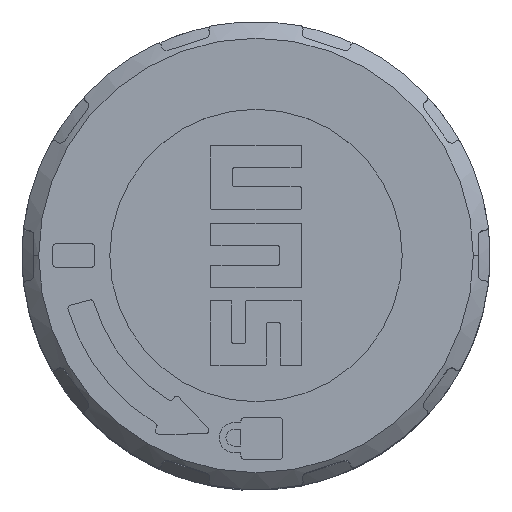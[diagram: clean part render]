
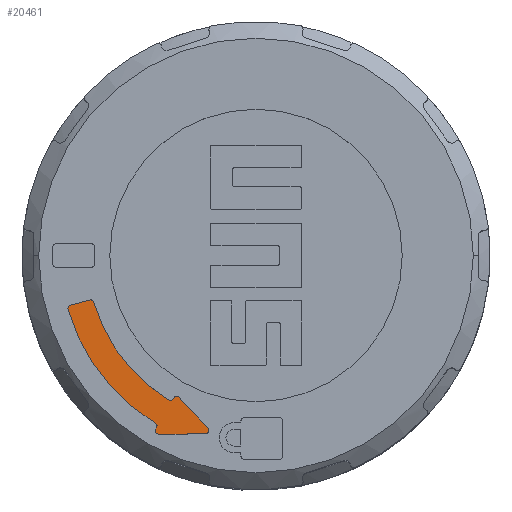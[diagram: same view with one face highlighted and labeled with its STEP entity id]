
A CAD part, top view. The second image highlights one B-rep face of the part: STEP entity #20461.
In plain terms, the highlighted planar face has unit normal (0, 0, 1).
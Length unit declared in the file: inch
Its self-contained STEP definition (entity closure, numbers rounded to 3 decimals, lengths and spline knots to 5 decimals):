
#15430=CARTESIAN_POINT('',(0.,0.,4.775));
#15431=DIRECTION('',(0.,0.,1.));
#15432=DIRECTION('',(-0.961,-0.276,0.));
#15433=AXIS2_PLACEMENT_3D('',#15430,#15431,#15432);
#15435=CARTESIAN_POINT('',(-0.55274,-0.15846,4.775));
#15436=DIRECTION('',(0.,0.,1.));
#15437=DIRECTION('',(-0.259,0.966,0.));
#15438=AXIS2_PLACEMENT_3D('',#15435,#15436,#15437);
#15440=DIRECTION('',(-0.966,-0.259,0.));
#15441=VECTOR('',#15440,0.06001);
#15442=CARTESIAN_POINT('',(-0.49736,-0.13327,4.775));
#15443=LINE('',#15442,#15441);
#15444=CARTESIAN_POINT('',(-0.49477,-0.14293,4.775));
#15445=DIRECTION('',(0.,0.,1.));
#15446=DIRECTION('',(0.961,0.278,0.));
#15447=AXIS2_PLACEMENT_3D('',#15444,#15445,#15446);
#15449=CARTESIAN_POINT('',(0.,0.,4.775));
#15450=DIRECTION('',(0.,0.,-1.));
#15451=DIRECTION('',(-0.517,-0.856,0.));
#15452=AXIS2_PLACEMENT_3D('',#15449,#15450,#15451);
#15454=CARTESIAN_POINT('',(-0.25611,-0.4236,4.775));
#15455=DIRECTION('',(0.,0.,-1.));
#15456=DIRECTION('',(0.866,-0.5,0.));
#15457=AXIS2_PLACEMENT_3D('',#15454,#15455,#15456);
#15459=DIRECTION('',(-0.5,-0.866,0.));
#15460=VECTOR('',#15459,0.0025);
#15461=CARTESIAN_POINT('',(-0.2462,-0.42643,4.775));
#15462=LINE('',#15461,#15460);
#15463=CARTESIAN_POINT('',(-0.23754,-0.43143,4.775));
#15464=DIRECTION('',(0.,0.,1.));
#15465=DIRECTION('',(0.728,0.685,0.));
#15466=AXIS2_PLACEMENT_3D('',#15463,#15464,#15465);
#15468=DIRECTION('',(-0.685,0.728,0.));
#15469=VECTOR('',#15468,0.12675);
#15470=CARTESIAN_POINT('',(-0.14341,-0.5169,4.775));
#15471=LINE('',#15470,#15469);
#15472=CARTESIAN_POINT('',(-0.15069,-0.52375,4.775));
#15473=DIRECTION('',(0.,0.,1.));
#15474=DIRECTION('',(0.006,-1.,0.));
#15475=AXIS2_PLACEMENT_3D('',#15472,#15473,#15474);
#15477=DIRECTION('',(1.,0.006,0.));
#15478=VECTOR('',#15477,0.14061);
#15479=CARTESIAN_POINT('',(-0.29124,-0.53454,4.775));
#15480=LINE('',#15479,#15478);
#15481=CARTESIAN_POINT('',(-0.2913,-0.52454,4.775));
#15482=DIRECTION('',(0.,0.,1.));
#15483=DIRECTION('',(-0.866,0.5,0.));
#15484=AXIS2_PLACEMENT_3D('',#15481,#15482,#15483);
#15486=DIRECTION('',(-0.5,-0.866,0.));
#15487=VECTOR('',#15486,0.005);
#15488=CARTESIAN_POINT('',(-0.29746,-0.51521,4.775));
#15489=LINE('',#15488,#15487);
#15490=CARTESIAN_POINT('',(-0.30612,-0.51021,4.775));
#15491=DIRECTION('',(0.,0.,-1.));
#15492=DIRECTION('',(0.514,0.857,0.));
#15493=AXIS2_PLACEMENT_3D('',#15490,#15491,#15492);
#17099=CARTESIAN_POINT('',(-0.56235,-0.16121,4.775));
#17100=CARTESIAN_POINT('',(-0.30097,-0.50164,4.775));
#17101=VERTEX_POINT('',#17099);
#17102=VERTEX_POINT('',#17100);
#17103=CARTESIAN_POINT('',(-0.29746,-0.51521,4.775));
#17104=VERTEX_POINT('',#17103);
#17105=CARTESIAN_POINT('',(-0.29996,-0.51954,4.775));
#17106=VERTEX_POINT('',#17105);
#17107=CARTESIAN_POINT('',(-0.29124,-0.53454,4.775));
#17108=VERTEX_POINT('',#17107);
#17109=CARTESIAN_POINT('',(-0.15064,-0.53375,4.775));
#17110=VERTEX_POINT('',#17109);
#17111=CARTESIAN_POINT('',(-0.14341,-0.5169,4.775));
#17112=VERTEX_POINT('',#17111);
#17113=CARTESIAN_POINT('',(-0.23026,-0.42458,4.775));
#17114=VERTEX_POINT('',#17113);
#17115=CARTESIAN_POINT('',(-0.2462,-0.42643,4.775));
#17116=VERTEX_POINT('',#17115);
#17117=CARTESIAN_POINT('',(-0.24745,-0.4286,4.775));
#17118=VERTEX_POINT('',#17117);
#17119=CARTESIAN_POINT('',(-0.26128,-0.43215,4.775));
#17120=VERTEX_POINT('',#17119);
#17121=CARTESIAN_POINT('',(-0.48516,-0.14015,4.775));
#17122=VERTEX_POINT('',#17121);
#17123=CARTESIAN_POINT('',(-0.49736,-0.13327,4.775));
#17124=VERTEX_POINT('',#17123);
#17125=CARTESIAN_POINT('',(-0.55532,-0.1488,4.775));
#17126=VERTEX_POINT('',#17125);
#20440=CARTESIAN_POINT('',(0.,0.,4.775));
#20441=DIRECTION('',(0.,0.,1.));
#20442=DIRECTION('',(0.,1.,0.));
#20443=AXIS2_PLACEMENT_3D('',#20440,#20441,#20442);
#20444=PLANE('',#20443);
#20445=ORIENTED_EDGE('',*,*,#20252,.F.);
#20446=ORIENTED_EDGE('',*,*,#20267,.F.);
#20447=ORIENTED_EDGE('',*,*,#20281,.F.);
#20448=ORIENTED_EDGE('',*,*,#20295,.F.);
#20449=ORIENTED_EDGE('',*,*,#20309,.F.);
#20450=ORIENTED_EDGE('',*,*,#20323,.F.);
#20451=ORIENTED_EDGE('',*,*,#20337,.F.);
#20452=ORIENTED_EDGE('',*,*,#20351,.F.);
#20453=ORIENTED_EDGE('',*,*,#20365,.F.);
#20454=ORIENTED_EDGE('',*,*,#20379,.F.);
#20455=ORIENTED_EDGE('',*,*,#20393,.F.);
#20456=ORIENTED_EDGE('',*,*,#20407,.F.);
#20457=ORIENTED_EDGE('',*,*,#20421,.F.);
#20458=ORIENTED_EDGE('',*,*,#20434,.F.);
#20459=EDGE_LOOP('',(#20445,#20446,#20447,#20448,#20449,#20450,#20451,#20452,
#20453,#20454,#20455,#20456,#20457,#20458));
#20460=FACE_OUTER_BOUND('',#20459,.F.);
#20461=ADVANCED_FACE('',(#20460),#20444,.T.);
#15434=CIRCLE('',#15433,0.585);
#15439=CIRCLE('',#15438,0.01);
#15448=CIRCLE('',#15447,0.01);
#15453=CIRCLE('',#15452,0.505);
#15458=CIRCLE('',#15457,0.01);
#15467=CIRCLE('',#15466,0.01);
#15476=CIRCLE('',#15475,0.01);
#15485=CIRCLE('',#15484,0.01);
#15494=CIRCLE('',#15493,0.01);
#20252=EDGE_CURVE('',#17101,#17102,#15434,.T.);
#20267=EDGE_CURVE('',#17126,#17101,#15439,.T.);
#20281=EDGE_CURVE('',#17124,#17126,#15443,.T.);
#20295=EDGE_CURVE('',#17122,#17124,#15448,.T.);
#20309=EDGE_CURVE('',#17120,#17122,#15453,.T.);
#20323=EDGE_CURVE('',#17118,#17120,#15458,.T.);
#20337=EDGE_CURVE('',#17116,#17118,#15462,.T.);
#20351=EDGE_CURVE('',#17114,#17116,#15467,.T.);
#20365=EDGE_CURVE('',#17112,#17114,#15471,.T.);
#20379=EDGE_CURVE('',#17110,#17112,#15476,.T.);
#20393=EDGE_CURVE('',#17108,#17110,#15480,.T.);
#20407=EDGE_CURVE('',#17106,#17108,#15485,.T.);
#20421=EDGE_CURVE('',#17104,#17106,#15489,.T.);
#20434=EDGE_CURVE('',#17102,#17104,#15494,.T.);
